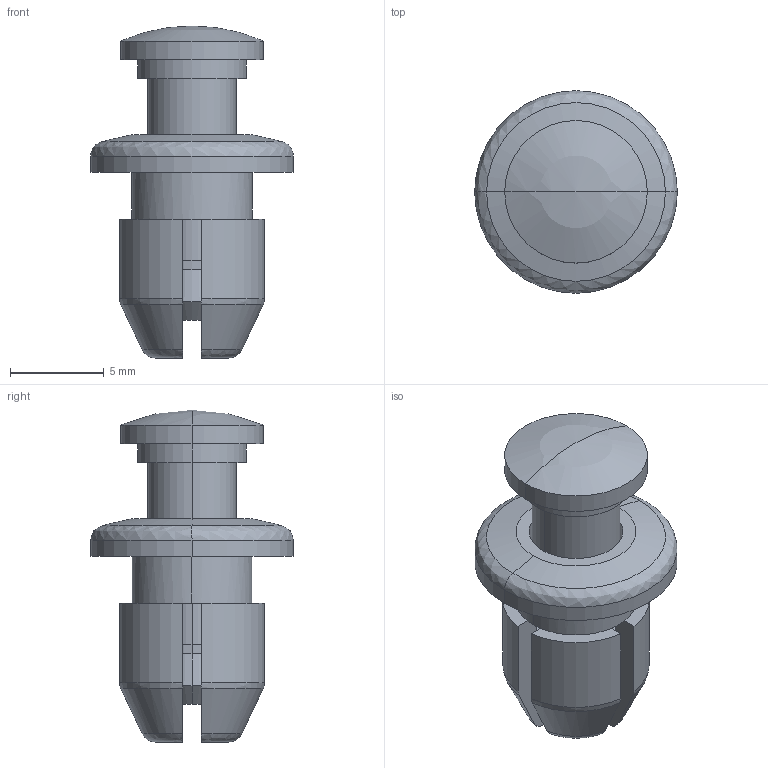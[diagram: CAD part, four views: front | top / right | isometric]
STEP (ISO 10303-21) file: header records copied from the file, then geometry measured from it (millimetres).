
FILE_DESCRIPTION( (''), '2;1');
FILE_NAME ('PC006.5348.TL_H322_3_2_002_22101.stp','2022-10-03T17:58:03',(''),(''),'spGate 18.9.1 (****-****-****-****)','','');
FILE_SCHEMA (('AUTOMOTIVE_DESIGN'));
Length unit declared in the file: millimetre
Products named in the file (3): Assembly; grommet; plunger
Assembly tree (2 placements, depth 2):
  Assembly
    grommet
    plunger
Bounding box: 10.8 x 10.8 x 17.7 mm (x, y, z)
Volume: 585.8 mm3; surface area: 940.8 mm2
Topology: 2 solids, 2 shells, 79 faces, 196 edges, 123 vertices
Faces by surface type: plane 27, bspline 26, cylinder 24, sphere 2
Entity records: 4152 total; most frequent: CARTESIAN_POINT 812, ORIENTED_EDGE 388, DIRECTION 338, COLOUR_RGB 275, PRESENTATION_STYLE_ASSIGNMENT 275, STYLED_ITEM 275, EDGE_CURVE 194, DRAUGHTING_PRE_DEFINED_CURVE_FONT 194
